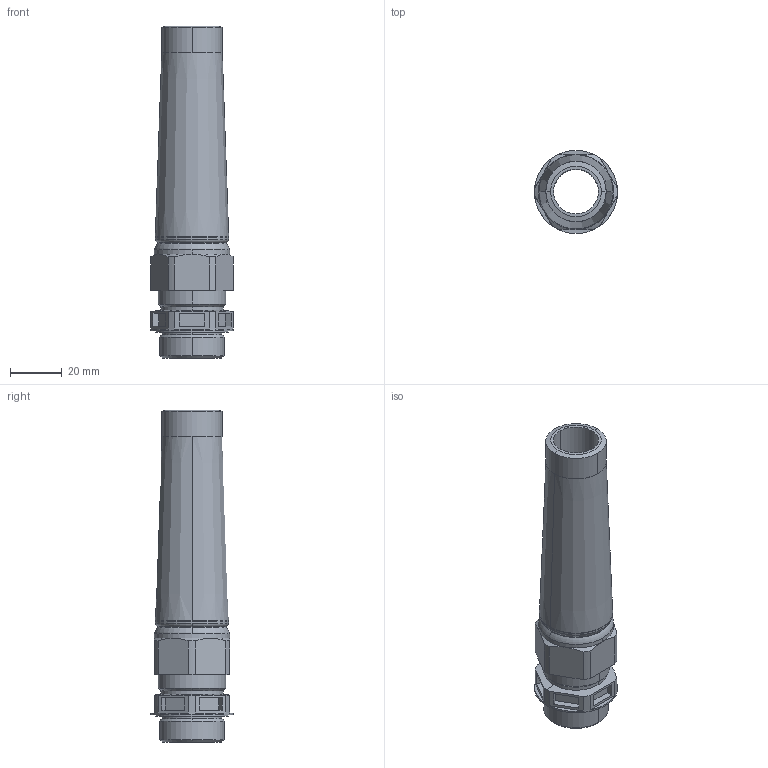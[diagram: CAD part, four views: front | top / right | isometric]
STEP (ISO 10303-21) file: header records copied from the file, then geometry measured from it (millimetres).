
FILE_DESCRIPTION(('Creo Elements/Direct Modeling STEP Export'),'2;1');
FILE_NAME('model.stp','2018-12-11T 9:04:07',(''),(''),'Creo Elements/Direct Modeling STEP processor for AP214 (Solid Model)','Creo Elements/Direct Modeling 18.1I 14-Aug-2016 (C) Parametric Technology GmbH','');
FILE_SCHEMA(('AUTOMOTIVE_DESIGN { 1 0 10303 214 1 1 1 1 }'));
Length unit declared in the file: millimetre
Products named in the file (2): G_INB_M25_M68N_PEPDS_BK-select
Assembly tree (1 placements, depth 2):
  G_INB_M25_M68N_PEPDS_BK-select
    G_INB_M25_M68N_PEPDS_BK-select
Bounding box: 32 x 32 x 128 mm (x, y, z)
Volume: 39734.1 mm3; surface area: 19501.1 mm2
Topology: 1 solids, 1 shells, 106 faces, 274 edges, 180 vertices
Faces by surface type: plane 54, cylinder 26, cone 18, torus 8
Entity records: 4020 total; most frequent: CARTESIAN_POINT 657, ORIENTED_EDGE 548, DIRECTION 482, EDGE_CURVE 274, VERTEX_POINT 180, AXIS2_PLACEMENT_3D 171, VECTOR 140, LINE 140
